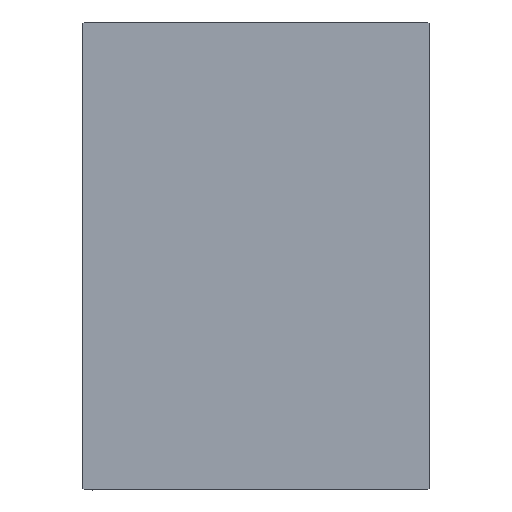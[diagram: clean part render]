
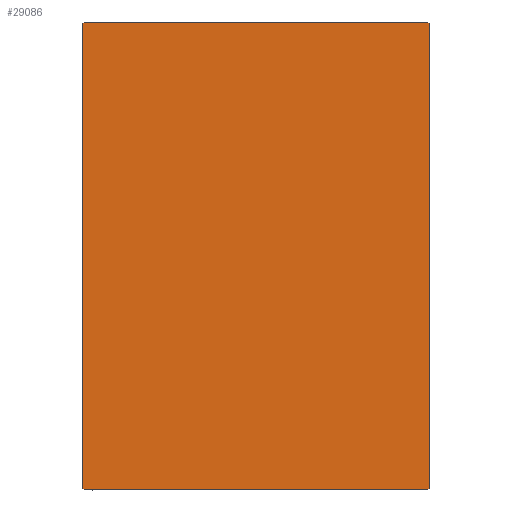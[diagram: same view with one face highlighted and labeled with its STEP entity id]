
A CAD part, left-side view. The second image highlights one B-rep face of the part: STEP entity #29086.
In plain terms, the highlighted face is planar.
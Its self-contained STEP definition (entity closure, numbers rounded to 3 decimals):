
#33 = DIRECTION ( 'NONE',  ( 0., 0., -1. ) ) ;
#576 = LINE ( 'NONE', #15080, #18379 ) ;
#941 = FACE_OUTER_BOUND ( 'NONE', #5048, .T. ) ;
#1468 = CARTESIAN_POINT ( 'NONE',  ( 263., 31.2, 42.5 ) ) ;
#3306 = LINE ( 'NONE', #44984, #34599 ) ;
#3385 = CARTESIAN_POINT ( 'NONE',  ( 263., 31.2, -42.5 ) ) ;
#4389 = PLANE ( 'NONE',  #44967 ) ;
#5048 = EDGE_LOOP ( 'NONE', ( #24049, #21948, #25502, #21650, #25019, #16153, #27886, #28553 ) ) ;
#5944 = EDGE_CURVE ( 'NONE', #19626, #10043, #41100, .T. ) ;
#5970 = EDGE_CURVE ( 'NONE', #25531, #44709, #9528, .T. ) ;
#6026 = CARTESIAN_POINT ( 'NONE',  ( 263., -31.2, -42.5 ) ) ;
#6084 = CARTESIAN_POINT ( 'NONE',  ( 263., 36.85, 36.85 ) ) ;
#6404 = EDGE_CURVE ( 'NONE', #10043, #25531, #14752, .T. ) ;
#8785 = EDGE_CURVE ( 'NONE', #29378, #11882, #28455, .T. ) ;
#9528 = LINE ( 'NONE', #6084, #39663 ) ;
#10043 = VERTEX_POINT ( 'NONE', #33464 ) ;
#10282 = VECTOR ( 'NONE', #32596, 1000. ) ;
#10347 = VECTOR ( 'NONE', #33, 1000. ) ;
#10908 = CARTESIAN_POINT ( 'NONE',  ( 263., -31.5, 42.2 ) ) ;
#11008 = VECTOR ( 'NONE', #45273, 1000. ) ;
#11882 = VERTEX_POINT ( 'NONE', #10908 ) ;
#12695 = EDGE_CURVE ( 'NONE', #13389, #31672, #40628, .T. ) ;
#13315 = CARTESIAN_POINT ( 'NONE',  ( 263., -31.5, -42.2 ) ) ;
#13389 = VERTEX_POINT ( 'NONE', #13315 ) ;
#13636 = EDGE_CURVE ( 'NONE', #44709, #29378, #3306, .T. ) ;
#14175 = CARTESIAN_POINT ( 'NONE',  ( 263., -36.85, 36.85 ) ) ;
#14370 = CARTESIAN_POINT ( 'NONE',  ( 263., -31.2, 42.5 ) ) ;
#14752 = LINE ( 'NONE', #25114, #16830 ) ;
#14819 = EDGE_CURVE ( 'NONE', #11882, #13389, #38504, .T. ) ;
#15080 = CARTESIAN_POINT ( 'NONE',  ( 263., -31.5, -42.5 ) ) ;
#15294 = CARTESIAN_POINT ( 'NONE',  ( 263., -36.85, -36.85 ) ) ;
#15653 = DIRECTION ( 'NONE',  ( 0., 0., -1. ) ) ;
#15877 = DIRECTION ( 'NONE',  ( 1., 0., 0. ) ) ;
#16153 = ORIENTED_EDGE ( 'NONE', *, *, #8785, .T. ) ;
#16830 = VECTOR ( 'NONE', #42627, 1000. ) ;
#18379 = VECTOR ( 'NONE', #39039, 1000. ) ;
#19626 = VERTEX_POINT ( 'NONE', #3385 ) ;
#21258 = VECTOR ( 'NONE', #26591, 1000. ) ;
#21650 = ORIENTED_EDGE ( 'NONE', *, *, #5970, .T. ) ;
#21948 = ORIENTED_EDGE ( 'NONE', *, *, #5944, .T. ) ;
#24049 = ORIENTED_EDGE ( 'NONE', *, *, #25095, .T. ) ;
#25019 = ORIENTED_EDGE ( 'NONE', *, *, #13636, .T. ) ;
#25095 = EDGE_CURVE ( 'NONE', #31672, #19626, #576, .T. ) ;
#25114 = CARTESIAN_POINT ( 'NONE',  ( 263., 31.5, -42.5 ) ) ;
#25502 = ORIENTED_EDGE ( 'NONE', *, *, #6404, .T. ) ;
#25531 = VERTEX_POINT ( 'NONE', #30604 ) ;
#26591 = DIRECTION ( 'NONE',  ( 0., 0.707, 0.707 ) ) ;
#27495 = CARTESIAN_POINT ( 'NONE',  ( 263., 36.85, -36.85 ) ) ;
#27886 = ORIENTED_EDGE ( 'NONE', *, *, #14819, .T. ) ;
#28455 = LINE ( 'NONE', #14175, #11008 ) ;
#28553 = ORIENTED_EDGE ( 'NONE', *, *, #12695, .T. ) ;
#29086 = ADVANCED_FACE ( 'NONE', ( #941 ), #4389, .T. ) ;
#29378 = VERTEX_POINT ( 'NONE', #14370 ) ;
#30604 = CARTESIAN_POINT ( 'NONE',  ( 263., 31.5, 42.2 ) ) ;
#30958 = DIRECTION ( 'NONE',  ( 0., -0.707, 0.707 ) ) ;
#31578 = CARTESIAN_POINT ( 'NONE',  ( 263., -31.5, 42.5 ) ) ;
#31672 = VERTEX_POINT ( 'NONE', #6026 ) ;
#31853 = DIRECTION ( 'NONE',  ( 0., -1., 0. ) ) ;
#32596 = DIRECTION ( 'NONE',  ( 0., 0.707, -0.707 ) ) ;
#33464 = CARTESIAN_POINT ( 'NONE',  ( 263., 31.5, -42.2 ) ) ;
#34599 = VECTOR ( 'NONE', #31853, 1000. ) ;
#38504 = LINE ( 'NONE', #31578, #10347 ) ;
#39039 = DIRECTION ( 'NONE',  ( 0., 1., 0. ) ) ;
#39621 = CARTESIAN_POINT ( 'NONE',  ( 263., 0., 0. ) ) ;
#39663 = VECTOR ( 'NONE', #30958, 1000. ) ;
#40628 = LINE ( 'NONE', #15294, #10282 ) ;
#41100 = LINE ( 'NONE', #27495, #21258 ) ;
#42627 = DIRECTION ( 'NONE',  ( 0., 0., 1. ) ) ;
#44709 = VERTEX_POINT ( 'NONE', #1468 ) ;
#44967 = AXIS2_PLACEMENT_3D ( 'NONE', #39621, #15877, #15653 ) ;
#44984 = CARTESIAN_POINT ( 'NONE',  ( 263., 31.5, 42.5 ) ) ;
#45273 = DIRECTION ( 'NONE',  ( 0., -0.707, -0.707 ) ) ;
